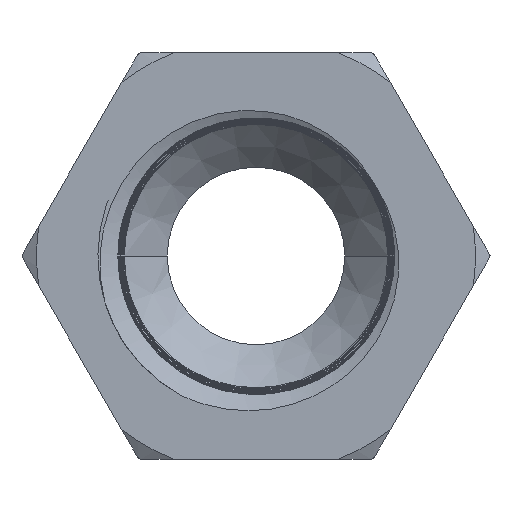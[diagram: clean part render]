
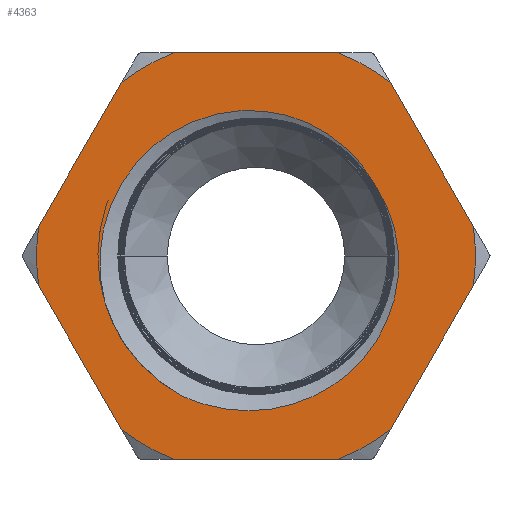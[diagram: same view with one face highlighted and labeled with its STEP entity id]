
A CAD part, left-side view. The second image highlights one B-rep face of the part: STEP entity #4363.
In plain terms, the highlighted planar face has unit normal (-1, 0, 0).
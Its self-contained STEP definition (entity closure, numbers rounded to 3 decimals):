
#121=DIRECTION('',(0.,-0.5,0.866));
#122=VECTOR('',#121,9.056);
#123=CARTESIAN_POINT('',(0.,11.877,1.629));
#124=LINE('',#123,#122);
#125=CARTESIAN_POINT('',(0.,0.,0.));
#126=DIRECTION('',(-1.,0.,0.));
#127=DIRECTION('',(0.,0.378,0.926));
#128=AXIS2_PLACEMENT_3D('',#125,#126,#127);
#130=DIRECTION('',(0.,-1.,0.));
#131=VECTOR('',#130,9.056);
#132=CARTESIAN_POINT('',(0.,4.528,11.1));
#133=LINE('',#132,#131);
#134=CARTESIAN_POINT('',(0.,0.,0.));
#135=DIRECTION('',(-1.,0.,0.));
#136=DIRECTION('',(0.,-0.613,0.79));
#137=AXIS2_PLACEMENT_3D('',#134,#135,#136);
#139=DIRECTION('',(0.,-0.5,-0.866));
#140=VECTOR('',#139,9.056);
#141=CARTESIAN_POINT('',(0.,-7.349,9.471));
#142=LINE('',#141,#140);
#143=DIRECTION('',(0.,0.5,-0.866));
#144=VECTOR('',#143,9.056);
#145=CARTESIAN_POINT('',(0.,-11.877,-1.629));
#146=LINE('',#145,#144);
#147=CARTESIAN_POINT('',(0.,0.,0.));
#148=DIRECTION('',(-1.,0.,0.));
#149=DIRECTION('',(0.,-0.378,-0.926));
#150=AXIS2_PLACEMENT_3D('',#147,#148,#149);
#152=DIRECTION('',(0.,1.,0.));
#153=VECTOR('',#152,9.056);
#154=CARTESIAN_POINT('',(0.,-4.528,-11.1));
#155=LINE('',#154,#153);
#156=CARTESIAN_POINT('',(0.,0.,0.));
#157=DIRECTION('',(-1.,0.,0.));
#158=DIRECTION('',(0.,0.613,-0.79));
#159=AXIS2_PLACEMENT_3D('',#156,#157,#158);
#161=DIRECTION('',(0.,0.5,0.866));
#162=VECTOR('',#161,9.056);
#163=CARTESIAN_POINT('',(0.,7.349,-9.471));
#164=LINE('',#163,#162);
#165=CARTESIAN_POINT('',(0.,-6.543,3.816));
#166=CARTESIAN_POINT('',(0.,-6.75,3.501));
#167=CARTESIAN_POINT('',(0.,-7.113,2.85));
#168=CARTESIAN_POINT('',(0.,-7.512,1.794));
#169=CARTESIAN_POINT('',(0.,-7.75,0.703));
#170=CARTESIAN_POINT('',(0.,-7.831,-0.402));
#171=CARTESIAN_POINT('',(0.,-7.752,-1.535));
#172=CARTESIAN_POINT('',(0.,-7.499,-2.691));
#173=CARTESIAN_POINT('',(0.,-7.042,-3.871));
#174=CARTESIAN_POINT('',(0.,-6.391,-4.978));
#175=CARTESIAN_POINT('',(0.,-5.578,-5.964));
#176=CARTESIAN_POINT('',(0.,-4.618,-6.812));
#177=CARTESIAN_POINT('',(0.,-3.542,-7.5));
#178=CARTESIAN_POINT('',(0.,-2.349,-8.023));
#179=CARTESIAN_POINT('',(0.,-1.091,-8.353));
#180=CARTESIAN_POINT('',(0.,0.215,-8.486));
#181=CARTESIAN_POINT('',(0.,1.534,-8.414));
#182=CARTESIAN_POINT('',(0.,2.828,-8.139));
#183=CARTESIAN_POINT('',(0.,3.656,-7.824));
#184=CARTESIAN_POINT('',(0.,4.062,-7.633));
#186=CARTESIAN_POINT('',(0.,0.,0.));
#187=DIRECTION('',(-1.,0.,0.));
#188=DIRECTION('',(0.,-0.864,0.504));
#189=AXIS2_PLACEMENT_3D('',#186,#187,#188);
#191=CARTESIAN_POINT('',(0.,8.25,-2.569));
#192=CARTESIAN_POINT('',(0.,8.366,-2.13));
#193=CARTESIAN_POINT('',(0.,8.527,-1.249));
#194=CARTESIAN_POINT('',(0.,8.559,0.107));
#195=CARTESIAN_POINT('',(0.,8.377,1.44));
#196=CARTESIAN_POINT('',(0.,7.994,2.715));
#197=CARTESIAN_POINT('',(0.,7.41,3.919));
#198=CARTESIAN_POINT('',(0.,6.658,4.996));
#199=CARTESIAN_POINT('',(0.,5.739,5.948));
#200=CARTESIAN_POINT('',(0.,4.695,6.73));
#201=CARTESIAN_POINT('',(0.,3.542,7.336));
#202=CARTESIAN_POINT('',(0.,2.311,7.749));
#203=CARTESIAN_POINT('',(0.,1.047,7.959));
#204=CARTESIAN_POINT('',(0.,-0.24,7.964));
#205=CARTESIAN_POINT('',(0.,-1.491,7.766));
#206=CARTESIAN_POINT('',(0.,-2.698,7.37));
#207=CARTESIAN_POINT('',(0.,-3.814,6.79));
#208=CARTESIAN_POINT('',(0.,-4.817,6.044));
#209=CARTESIAN_POINT('',(0.,-5.681,5.149));
#210=CARTESIAN_POINT('',(0.,-6.148,4.478));
#211=CARTESIAN_POINT('',(0.,-6.356,4.121));
#213=CARTESIAN_POINT('',(0.,4.062,-7.633));
#214=CARTESIAN_POINT('',(0.,4.358,-7.475));
#215=CARTESIAN_POINT('',(0.,4.929,-7.126));
#216=CARTESIAN_POINT('',(0.,5.718,-6.51));
#217=CARTESIAN_POINT('',(0.,6.454,-5.783));
#218=CARTESIAN_POINT('',(0.,7.145,-4.911));
#219=CARTESIAN_POINT('',(0.,7.777,-3.842));
#220=CARTESIAN_POINT('',(0.,8.111,-3.015));
#221=CARTESIAN_POINT('',(0.,8.25,-2.569));
#237=CARTESIAN_POINT('',(0.,0.,0.));
#238=DIRECTION('',(-1.,0.,0.));
#239=DIRECTION('',(0.,0.991,0.136));
#240=AXIS2_PLACEMENT_3D('',#237,#238,#239);
#263=CARTESIAN_POINT('',(0.,0.,0.));
#264=DIRECTION('',(-1.,0.,0.));
#265=DIRECTION('',(0.,-0.991,-0.136));
#266=AXIS2_PLACEMENT_3D('',#263,#264,#265);
#4091=CARTESIAN_POINT('',(0.,7.349,-9.471));
#4092=CARTESIAN_POINT('',(0.,4.528,-11.1));
#4093=VERTEX_POINT('',#4091);
#4094=VERTEX_POINT('',#4092);
#4095=CARTESIAN_POINT('',(0.,-4.528,-11.1));
#4096=CARTESIAN_POINT('',(0.,-7.349,-9.471));
#4097=VERTEX_POINT('',#4095);
#4098=VERTEX_POINT('',#4096);
#4099=CARTESIAN_POINT('',(0.,-7.349,9.471));
#4100=CARTESIAN_POINT('',(0.,-4.528,11.1));
#4101=VERTEX_POINT('',#4099);
#4102=VERTEX_POINT('',#4100);
#4103=CARTESIAN_POINT('',(0.,4.528,11.1));
#4104=CARTESIAN_POINT('',(0.,7.349,9.471));
#4105=VERTEX_POINT('',#4103);
#4106=VERTEX_POINT('',#4104);
#4123=CARTESIAN_POINT('',(0.,11.877,-1.629));
#4124=VERTEX_POINT('',#4123);
#4125=CARTESIAN_POINT('',(0.,11.877,1.629));
#4126=VERTEX_POINT('',#4125);
#4127=CARTESIAN_POINT('',(0.,-11.877,1.629));
#4128=VERTEX_POINT('',#4127);
#4129=CARTESIAN_POINT('',(0.,-11.877,-1.629));
#4130=VERTEX_POINT('',#4129);
#4177=VERTEX_POINT('',#165);
#4178=VERTEX_POINT('',#184);
#4179=VERTEX_POINT('',#221);
#4180=VERTEX_POINT('',#211);
#4322=CARTESIAN_POINT('',(0.,0.,0.));
#4323=DIRECTION('',(1.,0.,0.));
#4324=DIRECTION('',(0.,0.,-1.));
#4325=AXIS2_PLACEMENT_3D('',#4322,#4323,#4324);
#4326=PLANE('',#4325);
#4328=ORIENTED_EDGE('',*,*,#4327,.F.);
#4330=ORIENTED_EDGE('',*,*,#4329,.T.);
#4332=ORIENTED_EDGE('',*,*,#4331,.F.);
#4334=ORIENTED_EDGE('',*,*,#4333,.T.);
#4336=ORIENTED_EDGE('',*,*,#4335,.F.);
#4338=ORIENTED_EDGE('',*,*,#4337,.T.);
#4340=ORIENTED_EDGE('',*,*,#4339,.F.);
#4342=ORIENTED_EDGE('',*,*,#4341,.T.);
#4344=ORIENTED_EDGE('',*,*,#4343,.F.);
#4346=ORIENTED_EDGE('',*,*,#4345,.T.);
#4348=ORIENTED_EDGE('',*,*,#4347,.F.);
#4350=ORIENTED_EDGE('',*,*,#4349,.T.);
#4351=EDGE_LOOP('',(#4328,#4330,#4332,#4334,#4336,#4338,#4340,#4342,#4344,#4346,
#4348,#4350));
#4352=FACE_OUTER_BOUND('',#4351,.F.);
#4354=ORIENTED_EDGE('',*,*,#4353,.F.);
#4356=ORIENTED_EDGE('',*,*,#4355,.T.);
#4358=ORIENTED_EDGE('',*,*,#4357,.F.);
#4360=ORIENTED_EDGE('',*,*,#4359,.F.);
#4361=EDGE_LOOP('',(#4354,#4356,#4358,#4360));
#4362=FACE_BOUND('',#4361,.F.);
#129=CIRCLE('',#128,11.988);
#138=CIRCLE('',#137,11.988);
#151=CIRCLE('',#150,11.988);
#160=CIRCLE('',#159,11.988);
#185=B_SPLINE_CURVE_WITH_KNOTS('',3,(#165,#166,#167,#168,#169,#170,#171,#172,
#173,#174,#175,#176,#177,#178,#179,#180,#181,#182,#183,#184),.UNSPECIFIED.,.F.,
.F.,(4,1,1,1,1,1,1,1,1,1,1,1,1,1,1,1,1,4),(0.,0.059,
0.118,0.176,0.235,0.294,
0.353,0.412,0.471,0.529,
0.588,0.647,0.706,0.765,
0.824,0.882,0.941,1.),.UNSPECIFIED.);
#190=CIRCLE('',#189,7.574);
#212=B_SPLINE_CURVE_WITH_KNOTS('',3,(#191,#192,#193,#194,#195,#196,#197,#198,
#199,#200,#201,#202,#203,#204,#205,#206,#207,#208,#209,#210,#211),.UNSPECIFIED.,
.F.,.F.,(4,1,1,1,1,1,1,1,1,1,1,1,1,1,1,1,1,1,4),(0.,0.056,
0.111,0.167,0.222,0.278,
0.333,0.389,0.444,0.5,0.556,
0.611,0.667,0.722,0.778,
0.833,0.889,0.944,1.),.UNSPECIFIED.);
#222=B_SPLINE_CURVE_WITH_KNOTS('',3,(#213,#214,#215,#216,#217,#218,#219,#220,
#221),.UNSPECIFIED.,.F.,.F.,(4,1,1,1,1,1,4),(0.,0.167,
0.333,0.5,0.667,0.833,1.),
.UNSPECIFIED.);
#241=CIRCLE('',#240,11.988);
#267=CIRCLE('',#266,11.988);
#4327=EDGE_CURVE('',#4126,#4124,#241,.T.);
#4329=EDGE_CURVE('',#4126,#4106,#124,.T.);
#4331=EDGE_CURVE('',#4105,#4106,#129,.T.);
#4333=EDGE_CURVE('',#4105,#4102,#133,.T.);
#4335=EDGE_CURVE('',#4101,#4102,#138,.T.);
#4337=EDGE_CURVE('',#4101,#4128,#142,.T.);
#4339=EDGE_CURVE('',#4130,#4128,#267,.T.);
#4341=EDGE_CURVE('',#4130,#4098,#146,.T.);
#4343=EDGE_CURVE('',#4097,#4098,#151,.T.);
#4345=EDGE_CURVE('',#4097,#4094,#155,.T.);
#4347=EDGE_CURVE('',#4093,#4094,#160,.T.);
#4349=EDGE_CURVE('',#4093,#4124,#164,.T.);
#4353=EDGE_CURVE('',#4177,#4178,#185,.T.);
#4355=EDGE_CURVE('',#4177,#4180,#190,.T.);
#4357=EDGE_CURVE('',#4179,#4180,#212,.T.);
#4359=EDGE_CURVE('',#4178,#4179,#222,.T.);
#4363=ADVANCED_FACE('',(#4352,#4362),#4326,.F.);
